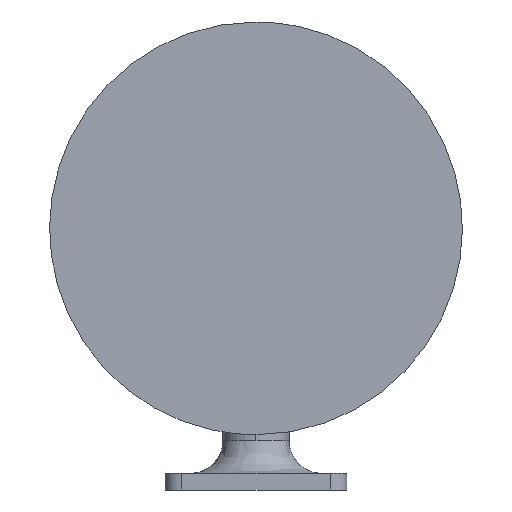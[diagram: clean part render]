
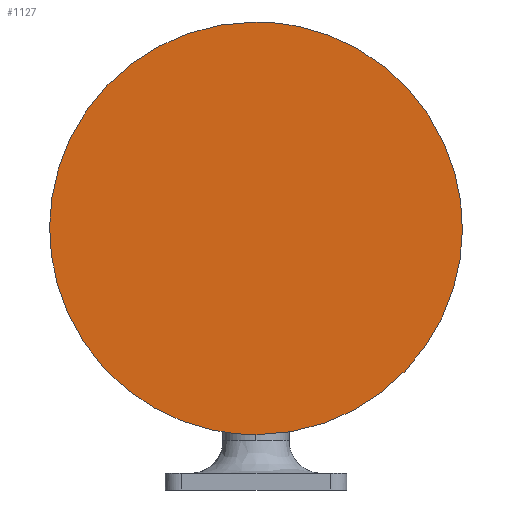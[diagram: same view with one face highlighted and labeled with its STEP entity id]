
A CAD part, front view. The second image highlights one B-rep face of the part: STEP entity #1127.
In plain terms, the highlighted free-form (B-spline) face has degree [1, 1] with [2, 2] control points.
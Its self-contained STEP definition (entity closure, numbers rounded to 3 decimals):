
#1062 = EDGE_CURVE('',#1063,#1065,#1067,.T.);
#1063 = VERTEX_POINT('',#1064);
#1064 = CARTESIAN_POINT('',(0.,-87.957,
    31.679));
#1065 = VERTEX_POINT('',#1066);
#1066 = CARTESIAN_POINT('',(0.,-87.957,268.357));
#1067 = ( BOUNDED_CURVE() B_SPLINE_CURVE(2,(#1068,#1069,#1070,#1071,
#1072),.UNSPECIFIED.,.F.,.F.) B_SPLINE_CURVE_WITH_KNOTS((3,2,3),(0.,
1.571,3.142),.PIECEWISE_BEZIER_KNOTS.) CURVE() 
GEOMETRIC_REPRESENTATION_ITEM() RATIONAL_B_SPLINE_CURVE((1.,
0.707,1.,0.707,1.)) REPRESENTATION_ITEM('') );
#1068 = CARTESIAN_POINT('',(0.,-87.957,31.679));
#1069 = CARTESIAN_POINT('',(118.339,-87.957,
    31.679));
#1070 = CARTESIAN_POINT('',(118.339,-87.957,
    150.018));
#1071 = CARTESIAN_POINT('',(118.339,-87.957,
    268.357));
#1072 = CARTESIAN_POINT('',(0.,-87.957,
    268.357));
#1100 = EDGE_CURVE('',#1065,#1063,#1101,.T.);
#1101 = ( BOUNDED_CURVE() B_SPLINE_CURVE(2,(#1102,#1103,#1104,#1105,
#1106),.UNSPECIFIED.,.F.,.F.) B_SPLINE_CURVE_WITH_KNOTS((3,2,3),(
    3.142,4.712,6.283),
.PIECEWISE_BEZIER_KNOTS.) CURVE() GEOMETRIC_REPRESENTATION_ITEM() 
RATIONAL_B_SPLINE_CURVE((1.,0.707,1.,0.707,1.)) 
REPRESENTATION_ITEM('') );
#1102 = CARTESIAN_POINT('',(0.,-87.957,
    268.357));
#1103 = CARTESIAN_POINT('',(-118.339,-87.957,
    268.357));
#1104 = CARTESIAN_POINT('',(-118.339,-87.957,
    150.018));
#1105 = CARTESIAN_POINT('',(-118.339,-87.957,
    31.679));
#1106 = CARTESIAN_POINT('',(0.,-87.957,
    31.679));
#1127 = ADVANCED_FACE('',(#1128),#1132,.T.);
#1128 = FACE_BOUND('',#1129,.T.);
#1129 = EDGE_LOOP('',(#1130,#1131));
#1130 = ORIENTED_EDGE('',*,*,#1100,.T.);
#1131 = ORIENTED_EDGE('',*,*,#1062,.T.);
#1132 = B_SPLINE_SURFACE_WITH_KNOTS('',1,1,(
    (#1133,#1134)
    ,(#1135,#1136
    )),.UNSPECIFIED.,.F.,.F.,.F.,(2,2),(2,2),(-125.03,125.03),(-125.03,
    125.03),.PIECEWISE_BEZIER_KNOTS.);
#1133 = CARTESIAN_POINT('',(-118.339,-87.957,
    268.357));
#1134 = CARTESIAN_POINT('',(118.339,-87.957,
    268.357));
#1135 = CARTESIAN_POINT('',(-118.339,-87.957,
    31.679));
#1136 = CARTESIAN_POINT('',(118.339,-87.957,
    31.679));
